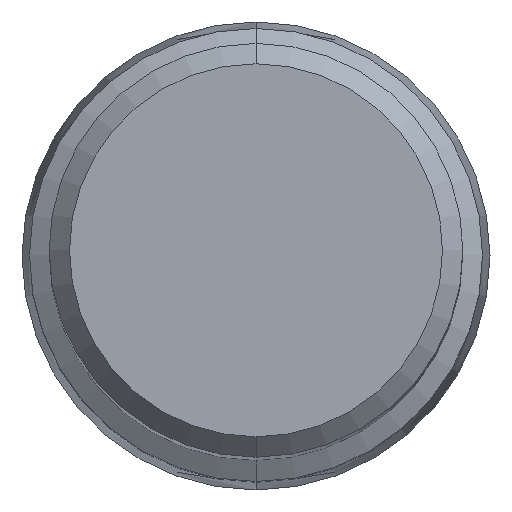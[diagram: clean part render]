
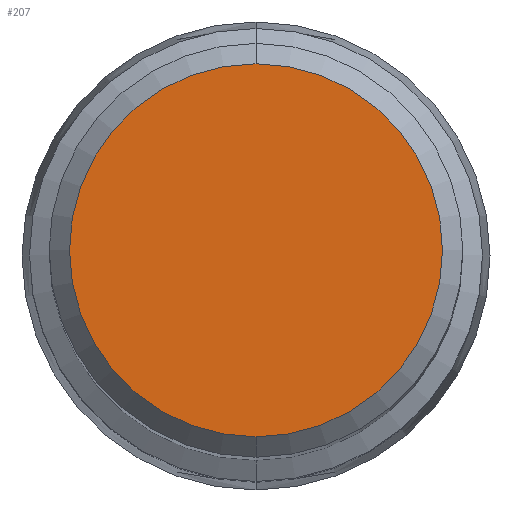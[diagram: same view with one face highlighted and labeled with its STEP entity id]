
A CAD part, top view. The second image highlights one B-rep face of the part: STEP entity #207.
In plain terms, the highlighted planar face has unit normal (0, 0, 1).
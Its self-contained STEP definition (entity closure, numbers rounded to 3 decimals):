
#191=EDGE_CURVE('',#303,#259,#427,.T.);
#207=ADVANCED_FACE('',(#444),#445,.T.);
#259=VERTEX_POINT('',#507);
#275=EDGE_CURVE('',#259,#303,#525,.T.);
#303=VERTEX_POINT('',#558);
#427=CIRCLE('',#701,9.15);
#444=FACE_OUTER_BOUND('',#724,.T.);
#445=PLANE('',#725);
#507=CARTESIAN_POINT('',(0.0,9.15,0.0));
#525=CIRCLE('',#825,9.15);
#558=CARTESIAN_POINT('',(0.,-9.15,0.0));
#701=AXIS2_PLACEMENT_3D('',#1004,#1005,#1006);
#724=EDGE_LOOP('',(#1019,#1020));
#725=AXIS2_PLACEMENT_3D('',#1021,#1022,#1023);
#825=AXIS2_PLACEMENT_3D('',#1142,#1143,#1144);
#1004=CARTESIAN_POINT('',(0.0,0.0,0.0));
#1005=DIRECTION('',(0.0,0.0,-1.0));
#1006=DIRECTION('',(0.0,1.0,0.0));
#1019=ORIENTED_EDGE('',*,*,#275,.F.);
#1020=ORIENTED_EDGE('',*,*,#191,.F.);
#1021=CARTESIAN_POINT('',(0.0,4.575,0.0));
#1022=DIRECTION('',(-0.0,0.0,1.0));
#1023=DIRECTION('',(0.0,-1.0,0.0));
#1142=CARTESIAN_POINT('',(0.0,0.0,0.0));
#1143=DIRECTION('',(0.0,0.0,-1.0));
#1144=DIRECTION('',(0.0,1.0,0.0));
